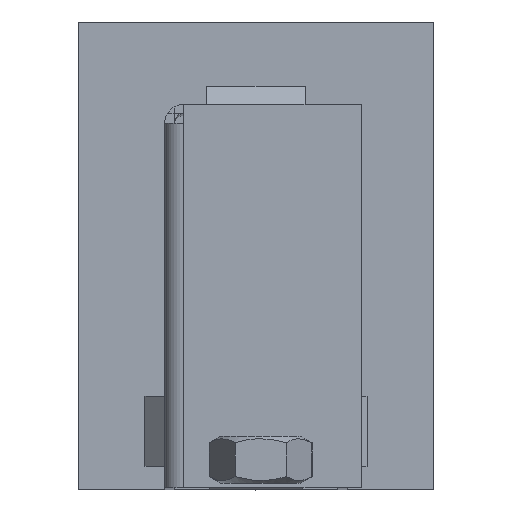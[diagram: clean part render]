
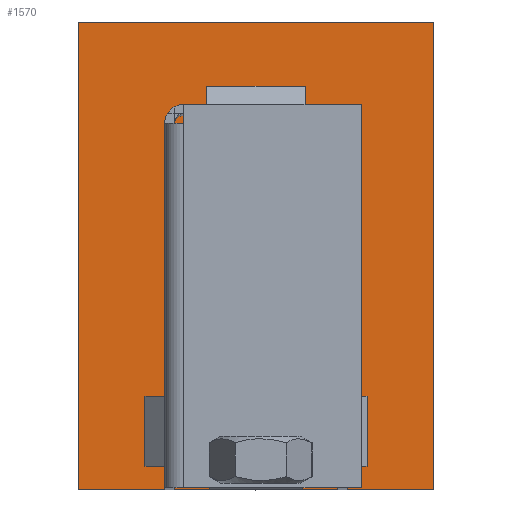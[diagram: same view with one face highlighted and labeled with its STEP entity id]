
A CAD part, top view. The second image highlights one B-rep face of the part: STEP entity #1570.
In plain terms, the highlighted face is planar.
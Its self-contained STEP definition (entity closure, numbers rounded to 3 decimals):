
#271=LINE('',#13666,#411);
#272=LINE('',#13668,#412);
#273=LINE('',#13670,#413);
#274=LINE('',#13671,#414);
#411=VECTOR('',#2194,10.);
#412=VECTOR('',#2195,10.);
#413=VECTOR('',#2196,10.);
#414=VECTOR('',#2197,10.);
#493=PLANE('',#1805);
#589=FACE_OUTER_BOUND('',#692,.T.);
#692=EDGE_LOOP('',(#1395,#1396,#1397,#1398));
#835=VERTEX_POINT('',#13664);
#836=VERTEX_POINT('',#13665);
#837=VERTEX_POINT('',#13667);
#838=VERTEX_POINT('',#13669);
#1028=EDGE_CURVE('',#835,#836,#271,.T.);
#1029=EDGE_CURVE('',#835,#837,#272,.T.);
#1030=EDGE_CURVE('',#838,#837,#273,.T.);
#1031=EDGE_CURVE('',#836,#838,#274,.T.);
#1395=ORIENTED_EDGE('',*,*,#1028,.F.);
#1396=ORIENTED_EDGE('',*,*,#1029,.T.);
#1397=ORIENTED_EDGE('',*,*,#1030,.F.);
#1398=ORIENTED_EDGE('',*,*,#1031,.F.);
#1570=ADVANCED_FACE('',(#589),#493,.T.);
#1805=AXIS2_PLACEMENT_3D('',#13663,#2192,#2193);
#2192=DIRECTION('center_axis',(0.,-1.,0.));
#2193=DIRECTION('ref_axis',(1.,0.,0.));
#2194=DIRECTION('',(-1.,0.,0.));
#2195=DIRECTION('',(0.,0.,1.));
#2196=DIRECTION('',(1.,0.,0.));
#2197=DIRECTION('',(0.,0.,1.));
#13663=CARTESIAN_POINT('Origin',(-68.373,10.037,0.));
#13664=CARTESIAN_POINT('',(7.627,10.037,0.));
#13665=CARTESIAN_POINT('',(-68.373,10.037,0.));
#13666=CARTESIAN_POINT('',(7.627,10.037,0.));
#13667=CARTESIAN_POINT('',(7.627,10.037,100.));
#13668=CARTESIAN_POINT('',(7.627,10.037,0.));
#13669=CARTESIAN_POINT('',(-68.373,10.037,100.));
#13670=CARTESIAN_POINT('',(7.627,10.037,100.));
#13671=CARTESIAN_POINT('',(-68.373,10.037,0.));
